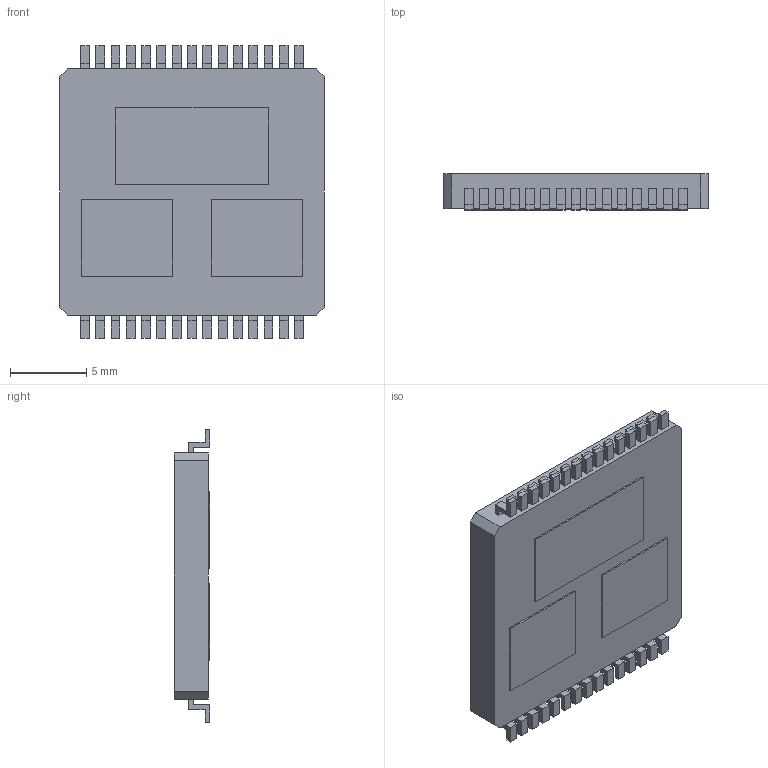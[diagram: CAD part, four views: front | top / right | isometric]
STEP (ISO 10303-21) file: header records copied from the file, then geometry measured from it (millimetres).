
FILE_DESCRIPTION (( 'STEP AP214' ), '1' );
FILE_NAME ('9CE49714-BEFA-4390-9E38-B3333CCEEABE.STEP', '2008-09-29T21:52:27', ( 'sysAdmin' ), ( 'SolidWorks' ), 'SwSTEP 2.0', 'SolidWorks 2009', '' );
FILE_SCHEMA (( 'AUTOMOTIVE_DESIGN' ));
Length unit declared in the file: millimetre
Products named in the file (1): 9CE49714-BEFA-4390-9E38-B3333CCEEABE
Bounding box: 17.3 x 2.35 x 19.15 mm (x, y, z)
Volume: 650.3 mm3; surface area: 852.5 mm2
Topology: 1 solids, 1 shells, 304 faces, 798 edges, 532 vertices
Faces by surface type: plane 298, cylinder 6
Entity records: 9406 total; most frequent: CARTESIAN_POINT 1635, ORIENTED_EDGE 1596, DIRECTION 1420, EDGE_CURVE 798, VECTOR 786, LINE 786, VERTEX_POINT 532, EDGE_LOOP 340
